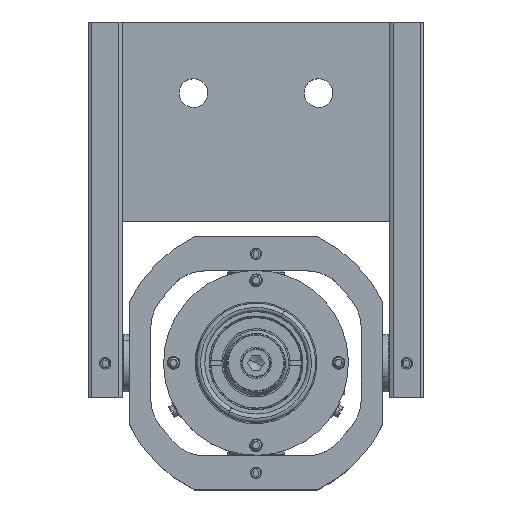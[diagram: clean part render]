
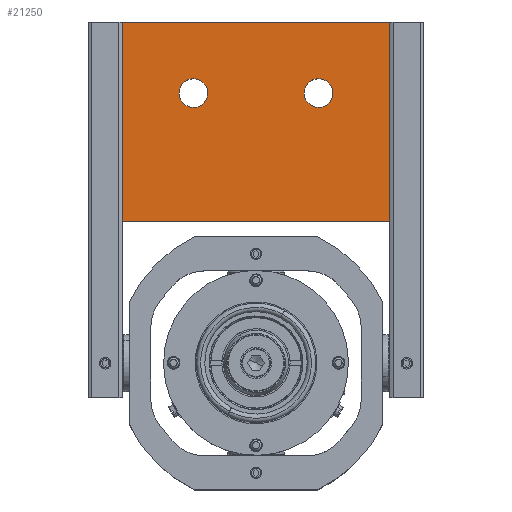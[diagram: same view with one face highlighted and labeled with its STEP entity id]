
A CAD part, top view. The second image highlights one B-rep face of the part: STEP entity #21250.
In plain terms, the highlighted face is planar.
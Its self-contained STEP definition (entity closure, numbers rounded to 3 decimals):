
#21018=CARTESIAN_POINT('Vertex',(-70.,11.,-47.)) ;
#21025=CARTESIAN_POINT('Vertex',(-70.,11.,47.)) ;
#21028=CARTESIAN_POINT('Line Origine',(-70.,11.,0.)) ;
#21049=CARTESIAN_POINT('Vertex',(-49.434,11.,-19.577)) ;
#21052=CARTESIAN_POINT('Axis2P3D Location',(-45.,11.,-22.)) ;
#21056=CARTESIAN_POINT('Vertex',(-40.566,11.,-24.423)) ;
#21071=CARTESIAN_POINT('Axis2P3D Location',(-45.,11.,-22.)) ;
#21092=CARTESIAN_POINT('Vertex',(-40.566,11.,19.577)) ;
#21095=CARTESIAN_POINT('Axis2P3D Location',(-45.,11.,22.)) ;
#21099=CARTESIAN_POINT('Vertex',(-49.434,11.,24.423)) ;
#21114=CARTESIAN_POINT('Axis2P3D Location',(-45.,11.,22.)) ;
#21212=CARTESIAN_POINT('Axis2P3D Location',(0.,11.,0.)) ;
#21217=CARTESIAN_POINT('Line Origine',(0.,11.,0.)) ;
#21221=CARTESIAN_POINT('Vertex',(0.,11.,47.)) ;
#21223=CARTESIAN_POINT('Vertex',(0.,11.,-47.)) ;
#21226=CARTESIAN_POINT('Line Origine',(-35.,11.,-47.)) ;
#21231=CARTESIAN_POINT('Line Origine',(-35.,11.,47.)) ;
#21029=DIRECTION('Vector Direction',(0.,0.,1.)) ;
#21053=DIRECTION('Axis2P3D Direction',(-0.,1.,0.)) ;
#21072=DIRECTION('Axis2P3D Direction',(-0.,1.,0.)) ;
#21096=DIRECTION('Axis2P3D Direction',(-0.,1.,0.)) ;
#21115=DIRECTION('Axis2P3D Direction',(-0.,1.,0.)) ;
#21213=DIRECTION('Axis2P3D Direction',(0.,1.,-0.)) ;
#21214=DIRECTION('Axis2P3D XDirection',(-1.,0.,0.)) ;
#21218=DIRECTION('Vector Direction',(0.,0.,-1.)) ;
#21227=DIRECTION('Vector Direction',(-1.,0.,0.)) ;
#21232=DIRECTION('Vector Direction',(1.,0.,0.)) ;
#21054=AXIS2_PLACEMENT_3D('Circle Axis2P3D',#21052,#21053,$) ;
#21073=AXIS2_PLACEMENT_3D('Circle Axis2P3D',#21071,#21072,$) ;
#21097=AXIS2_PLACEMENT_3D('Circle Axis2P3D',#21095,#21096,$) ;
#21116=AXIS2_PLACEMENT_3D('Circle Axis2P3D',#21114,#21115,$) ;
#21215=AXIS2_PLACEMENT_3D('Plane Axis2P3D',#21212,#21213,#21214) ;
#21237=ORIENTED_EDGE('',*,*,#21225,.T.) ;
#21238=ORIENTED_EDGE('',*,*,#21230,.T.) ;
#21239=ORIENTED_EDGE('',*,*,#21032,.T.) ;
#21240=ORIENTED_EDGE('',*,*,#21235,.T.) ;
#21243=ORIENTED_EDGE('',*,*,#21058,.F.) ;
#21244=ORIENTED_EDGE('',*,*,#21075,.F.) ;
#21247=ORIENTED_EDGE('',*,*,#21101,.F.) ;
#21248=ORIENTED_EDGE('',*,*,#21118,.F.) ;
#21245=FACE_BOUND('',#21242,.T.) ;
#21249=FACE_BOUND('',#21246,.T.) ;
#21030=VECTOR('Line Direction',#21029,1.) ;
#21219=VECTOR('Line Direction',#21218,1.) ;
#21228=VECTOR('Line Direction',#21227,1.) ;
#21233=VECTOR('Line Direction',#21232,1.) ;
#21250=ADVANCED_FACE('Hauptk\X2\00F6\X0\rper',(#21241,#21245,#21249),#21216,.T.) ;
#21055=CIRCLE('generated circle',#21054,5.053) ;
#21074=CIRCLE('generated circle',#21073,5.053) ;
#21098=CIRCLE('generated circle',#21097,5.053) ;
#21117=CIRCLE('generated circle',#21116,5.053) ;
#21032=EDGE_CURVE('',#21019,#21026,#21031,.T.) ;
#21058=EDGE_CURVE('',#21050,#21057,#21055,.T.) ;
#21075=EDGE_CURVE('',#21057,#21050,#21074,.T.) ;
#21101=EDGE_CURVE('',#21093,#21100,#21098,.T.) ;
#21118=EDGE_CURVE('',#21100,#21093,#21117,.T.) ;
#21225=EDGE_CURVE('',#21222,#21224,#21220,.T.) ;
#21230=EDGE_CURVE('',#21224,#21019,#21229,.T.) ;
#21235=EDGE_CURVE('',#21026,#21222,#21234,.T.) ;
#21236=EDGE_LOOP('',(#21237,#21238,#21239,#21240)) ;
#21242=EDGE_LOOP('',(#21243,#21244)) ;
#21246=EDGE_LOOP('',(#21247,#21248)) ;
#21241=FACE_OUTER_BOUND('',#21236,.T.) ;
#21031=LINE('Line',#21028,#21030) ;
#21220=LINE('Line',#21217,#21219) ;
#21229=LINE('Line',#21226,#21228) ;
#21234=LINE('Line',#21231,#21233) ;
#21216=PLANE('Plane',#21215) ;
#21019=VERTEX_POINT('',#21018) ;
#21026=VERTEX_POINT('',#21025) ;
#21050=VERTEX_POINT('',#21049) ;
#21057=VERTEX_POINT('',#21056) ;
#21093=VERTEX_POINT('',#21092) ;
#21100=VERTEX_POINT('',#21099) ;
#21222=VERTEX_POINT('',#21221) ;
#21224=VERTEX_POINT('',#21223) ;
